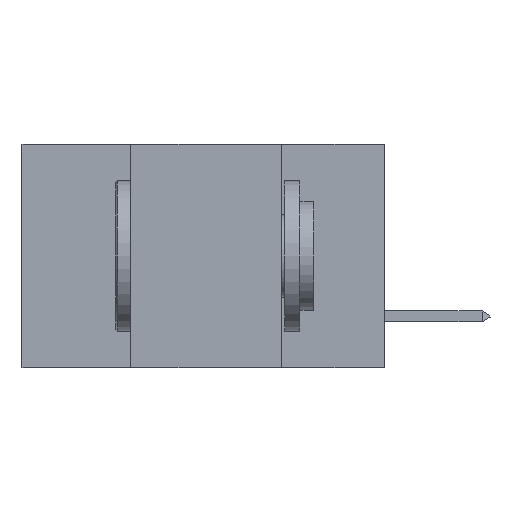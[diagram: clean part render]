
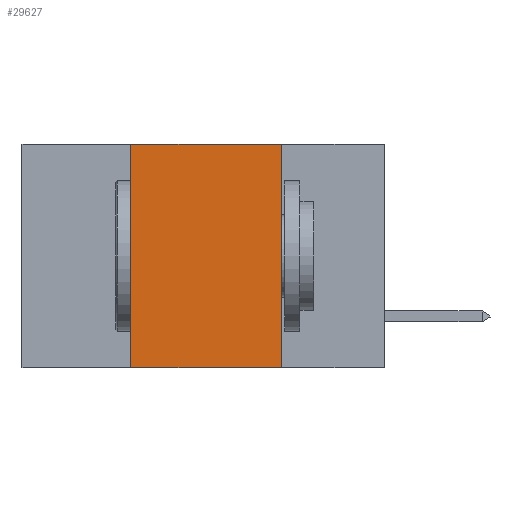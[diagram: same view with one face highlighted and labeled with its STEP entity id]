
A CAD part, left-side view. The second image highlights one B-rep face of the part: STEP entity #29627.
In plain terms, the highlighted planar face has unit normal (-1, 0, 0).
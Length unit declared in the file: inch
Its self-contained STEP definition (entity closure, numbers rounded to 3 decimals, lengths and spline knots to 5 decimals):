
#160 = DIRECTION ( 'NONE',  ( 1., 0., 0. ) ) ;
#804 = LINE ( 'NONE', #18100, #22178 ) ;
#1160 = EDGE_CURVE ( 'NONE', #31287, #5274, #5902, .T. ) ;
#4302 = VECTOR ( 'NONE', #31666, 39.37008 ) ;
#5274 = VERTEX_POINT ( 'NONE', #6206 ) ;
#5902 = LINE ( 'NONE', #46420, #42737 ) ;
#6206 = CARTESIAN_POINT ( 'NONE',  ( 0., 0.17, -0.37 ) ) ;
#6394 = ORIENTED_EDGE ( 'NONE', *, *, #31548, .F. ) ;
#7610 = DIRECTION ( 'NONE',  ( 0., -1., 0. ) ) ;
#9232 = CARTESIAN_POINT ( 'NONE',  ( 0., 0.6, -0.37 ) ) ;
#9831 = CARTESIAN_POINT ( 'NONE',  ( 0., 0.42, 0. ) ) ;
#10174 = DIRECTION ( 'NONE',  ( 0., 0., 1. ) ) ;
#10366 = CARTESIAN_POINT ( 'NONE',  ( 0., 0.42, -0.37 ) ) ;
#11593 = CARTESIAN_POINT ( 'NONE',  ( 0., 0.6, 0. ) ) ;
#17283 = LINE ( 'NONE', #9232, #4302 ) ;
#17288 = ORIENTED_EDGE ( 'NONE', *, *, #1160, .F. ) ;
#17729 = CARTESIAN_POINT ( 'NONE',  ( 0., 0.17, 0. ) ) ;
#18100 = CARTESIAN_POINT ( 'NONE',  ( 0., 0.42, 0. ) ) ;
#22178 = VECTOR ( 'NONE', #10174, 39.37008 ) ;
#22630 = FACE_OUTER_BOUND ( 'NONE', #30958, .T. ) ;
#24143 = VERTEX_POINT ( 'NONE', #10366 ) ;
#25201 = ORIENTED_EDGE ( 'NONE', *, *, #43647, .F. ) ;
#29627 = ADVANCED_FACE ( 'NONE', ( #22630 ), #34178, .F. ) ;
#30958 = EDGE_LOOP ( 'NONE', ( #17288, #6394, #25201, #44575 ) ) ;
#31287 = VERTEX_POINT ( 'NONE', #17729 ) ;
#31548 = EDGE_CURVE ( 'NONE', #36466, #31287, #41331, .T. ) ;
#31666 = DIRECTION ( 'NONE',  ( 0., -1., 0. ) ) ;
#34178 = PLANE ( 'NONE',  #38357 ) ;
#36466 = VERTEX_POINT ( 'NONE', #9831 ) ;
#38357 = AXIS2_PLACEMENT_3D ( 'NONE', #41528, #160, #42021 ) ;
#41331 = LINE ( 'NONE', #11593, #47927 ) ;
#41528 = CARTESIAN_POINT ( 'NONE',  ( 0., 0.6, 0. ) ) ;
#42021 = DIRECTION ( 'NONE',  ( 0., 0., -1. ) ) ;
#42519 = DIRECTION ( 'NONE',  ( 0., 0., -1. ) ) ;
#42737 = VECTOR ( 'NONE', #42519, 39.37008 ) ;
#43647 = EDGE_CURVE ( 'NONE', #24143, #36466, #804, .T. ) ;
#44575 = ORIENTED_EDGE ( 'NONE', *, *, #44603, .T. ) ;
#44603 = EDGE_CURVE ( 'NONE', #24143, #5274, #17283, .T. ) ;
#46420 = CARTESIAN_POINT ( 'NONE',  ( 0., 0.17, 0. ) ) ;
#47927 = VECTOR ( 'NONE', #7610, 39.37008 ) ;
